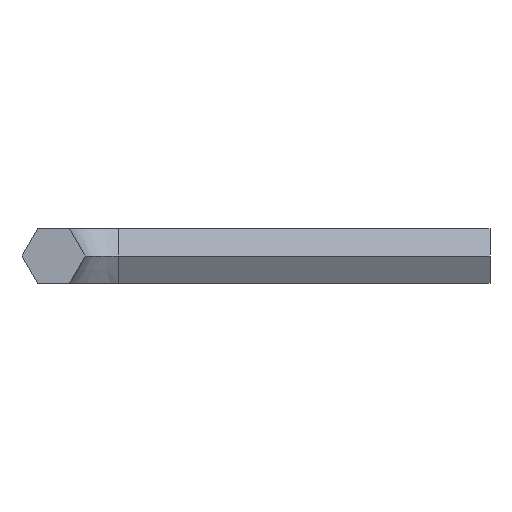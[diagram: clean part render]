
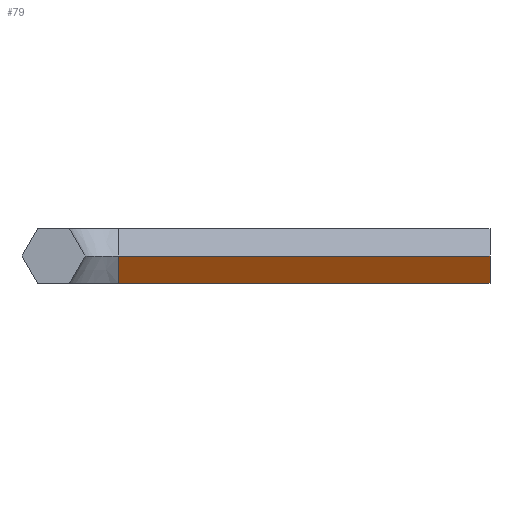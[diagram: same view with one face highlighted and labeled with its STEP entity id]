
A CAD part, front view. The second image highlights one B-rep face of the part: STEP entity #79.
In plain terms, the highlighted planar face has unit normal (0, -0.866, -0.5).
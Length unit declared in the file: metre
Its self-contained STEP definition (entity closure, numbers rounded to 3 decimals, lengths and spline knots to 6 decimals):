
#79 = ADVANCED_FACE( '', ( #104 ), #105, .T. );
#104 = FACE_OUTER_BOUND( '', #144, .T. );
#105 = PLANE( '', #145 );
#144 = EDGE_LOOP( '', ( #204, #205, #206, #207 ) );
#145 = AXIS2_PLACEMENT_3D( '', #208, #209, #210 );
#204 = ORIENTED_EDGE( '', *, *, #331, .T. );
#205 = ORIENTED_EDGE( '', *, *, #334, .F. );
#206 = ORIENTED_EDGE( '', *, *, #335, .F. );
#207 = ORIENTED_EDGE( '', *, *, #336, .T. );
#208 = CARTESIAN_POINT( '', ( 0.003, 0.061557, 0. ) );
#209 = DIRECTION( '', ( 0., -0.866, -0.5 ) );
#210 = DIRECTION( '', ( 0., 0.5, -0.866 ) );
#331 = EDGE_CURVE( '', #383, #380, #384, .T. );
#334 = EDGE_CURVE( '', #387, #380, #388, .T. );
#335 = EDGE_CURVE( '', #389, #387, #390, .T. );
#336 = EDGE_CURVE( '', #389, #383, #391, .T. );
#380 = VERTEX_POINT( '', #452 );
#383 = VERTEX_POINT( '', #456 );
#384 = LINE( '', #457, #458 );
#387 = VERTEX_POINT( '', #463 );
#388 = LINE( '', #464, #465 );
#389 = VERTEX_POINT( '', #466 );
#390 = LINE( '', #467, #468 );
#391 = LINE( '', #469, #470 );
#452 = CARTESIAN_POINT( '', ( 0.02, 0.062278, -0.00125 ) );
#456 = CARTESIAN_POINT( '', ( 0.003, 0.062278, -0.00125 ) );
#457 = CARTESIAN_POINT( '', ( 0.003, 0.062278, -0.00125 ) );
#458 = VECTOR( '', #549, 1. );
#463 = CARTESIAN_POINT( '', ( 0.02, 0.061557, 0. ) );
#464 = CARTESIAN_POINT( '', ( 0.02, 0.061557, 0. ) );
#465 = VECTOR( '', #552, 1. );
#466 = CARTESIAN_POINT( '', ( 0.003, 0.061557, 0. ) );
#467 = CARTESIAN_POINT( '', ( 0.003, 0.061557, 0. ) );
#468 = VECTOR( '', #553, 1. );
#469 = CARTESIAN_POINT( '', ( 0.003, 0.061557, 0. ) );
#470 = VECTOR( '', #554, 1. );
#549 = DIRECTION( '', ( 1., 0., 0. ) );
#552 = DIRECTION( '', ( 0., 0.5, -0.866 ) );
#553 = DIRECTION( '', ( 1., 0., 0. ) );
#554 = DIRECTION( '', ( 0., 0.5, -0.866 ) );
